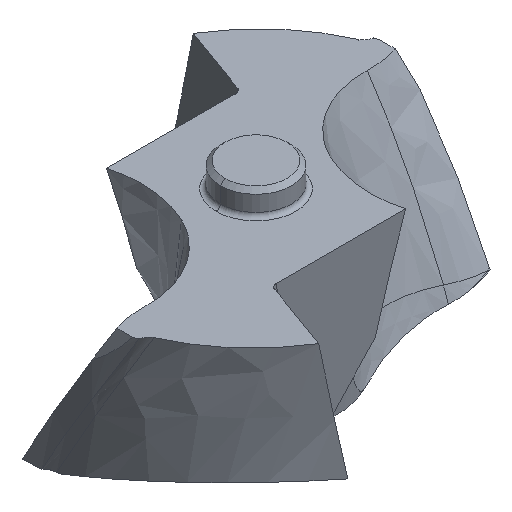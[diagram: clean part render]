
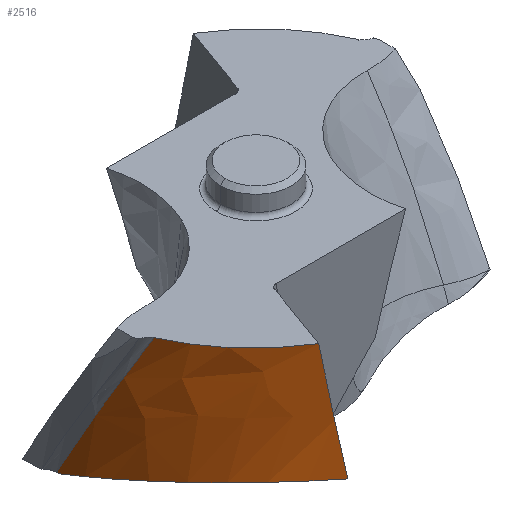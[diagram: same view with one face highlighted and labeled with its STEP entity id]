
A CAD part, isometric view. The second image highlights one B-rep face of the part: STEP entity #2516.
In plain terms, the highlighted free-form (B-spline) face has degree [3, 3] with [7, 5] control points.
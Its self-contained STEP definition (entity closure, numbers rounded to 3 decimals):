
#160=CARTESIAN_POINT('',(-3.594,-5.781,
0.));
#161=CARTESIAN_POINT('',(-4.09,-5.482,
0.));
#162=CARTESIAN_POINT('',(-5.177,-4.621,
0.));
#163=CARTESIAN_POINT('',(-5.958,-3.463,
0.));
#164=CARTESIAN_POINT('',(-6.28,-2.734,
0.));
#763=CARTESIAN_POINT('',(-6.85,0.114,
-5.21));
#773=CARTESIAN_POINT('',(-2.919,-6.12,
-4.255));
#774=CARTESIAN_POINT('',(-3.107,-6.033,
-4.221));
#775=CARTESIAN_POINT('',(-3.467,-5.844,
-4.162));
#776=CARTESIAN_POINT('',(-3.956,-5.535,
-4.104));
#777=CARTESIAN_POINT('',(-4.426,-5.179,
-4.071));
#778=CARTESIAN_POINT('',(-4.856,-4.791,
-4.065));
#779=CARTESIAN_POINT('',(-5.255,-4.364,
-4.085));
#780=CARTESIAN_POINT('',(-5.621,-3.895,
-4.133));
#781=CARTESIAN_POINT('',(-5.934,-3.412,
-4.207));
#782=CARTESIAN_POINT('',(-6.206,-2.904,
-4.304));
#783=CARTESIAN_POINT('',(-6.44,-2.35,
-4.434));
#784=CARTESIAN_POINT('',(-6.615,-1.811,
-4.579));
#785=CARTESIAN_POINT('',(-6.755,-1.198,
-4.765));
#786=CARTESIAN_POINT('',(-6.83,-0.635,
-4.956));
#787=CARTESIAN_POINT('',(-6.851,-0.215,
-5.111));
#788=CARTESIAN_POINT('',(-6.851,0.,
-5.194));
#790=CARTESIAN_POINT('',(-6.851,0.,
-5.194));
#791=CARTESIAN_POINT('',(-6.851,0.013,
-5.196));
#792=CARTESIAN_POINT('',(-6.851,0.038,
-5.199));
#793=CARTESIAN_POINT('',(-6.85,0.076,
-5.205));
#794=CARTESIAN_POINT('',(-6.85,0.101,
-5.208));
#795=CARTESIAN_POINT('',(-6.85,0.114,
-5.21));
#797=CARTESIAN_POINT('',(-6.85,0.114,
-5.21));
#798=CARTESIAN_POINT('',(-6.864,-0.442,
-4.188));
#799=CARTESIAN_POINT('',(-6.763,-1.408,
-2.452));
#800=CARTESIAN_POINT('',(-6.445,-2.354,
-0.715));
#801=CARTESIAN_POINT('',(-6.28,-2.734,
0.));
#803=CARTESIAN_POINT('',(-3.594,-5.781,
0.));
#804=CARTESIAN_POINT('',(-3.54,-5.799,
-0.323));
#805=CARTESIAN_POINT('',(-3.438,-5.834,
-0.935));
#806=CARTESIAN_POINT('',(-3.305,-5.886,
-1.746));
#807=CARTESIAN_POINT('',(-3.191,-5.939,
-2.456));
#808=CARTESIAN_POINT('',(-3.091,-5.995,
-3.097));
#809=CARTESIAN_POINT('',(-3.001,-6.055,
-3.693));
#810=CARTESIAN_POINT('',(-2.945,-6.098,
-4.071));
#811=CARTESIAN_POINT('',(-2.919,-6.12,
-4.255));
#963=CARTESIAN_POINT('',(-3.594,-5.781,
0.));
#964=VERTEX_POINT('',#963);
#965=VERTEX_POINT('',#164);
#996=CARTESIAN_POINT('',(-6.851,0.,
-5.194));
#997=VERTEX_POINT('',#996);
#998=VERTEX_POINT('',#773);
#1013=VERTEX_POINT('',#763);
#2472=CARTESIAN_POINT('',(-3.209,-6.047,
-5.262));
#2473=CARTESIAN_POINT('',(-2.797,-6.179,
-4.223));
#2474=CARTESIAN_POINT('',(-1.965,-6.428,
-2.453));
#2475=CARTESIAN_POINT('',(-0.908,-6.656,
-0.682));
#2476=CARTESIAN_POINT('',(-0.435,-6.74,
0.05));
#2477=CARTESIAN_POINT('',(-3.287,-6.006,
-5.262));
#2478=CARTESIAN_POINT('',(-2.877,-6.146,
-4.223));
#2479=CARTESIAN_POINT('',(-2.047,-6.406,
-2.453));
#2480=CARTESIAN_POINT('',(-0.993,-6.647,
-0.682));
#2481=CARTESIAN_POINT('',(-0.521,-6.736,
0.05));
#2482=CARTESIAN_POINT('',(-4.073,-5.57,-5.262));
#2483=CARTESIAN_POINT('',(-3.681,-5.784,
-4.223));
#2484=CARTESIAN_POINT('',(-2.884,-6.171,
-2.453));
#2485=CARTESIAN_POINT('',(-1.862,-6.537,
-0.682));
#2486=CARTESIAN_POINT('',(-1.403,-6.679,
0.05));
#2487=CARTESIAN_POINT('',(-5.397,-4.448,
-5.262));
#2488=CARTESIAN_POINT('',(-5.069,-4.794,
-4.223));
#2489=CARTESIAN_POINT('',(-4.38,-5.407,
-2.453));
#2490=CARTESIAN_POINT('',(-3.466,-6.,
-0.682));
#2491=CARTESIAN_POINT('',(-3.052,-6.235,
0.05));
#2492=CARTESIAN_POINT('',(-6.621,-2.273,
-5.262));
#2493=CARTESIAN_POINT('',(-6.445,-2.766,
-4.223));
#2494=CARTESIAN_POINT('',(-6.014,-3.631,
-2.453));
#2495=CARTESIAN_POINT('',(-5.359,-4.475,
-0.682));
#2496=CARTESIAN_POINT('',(-5.052,-4.813,
0.05));
#2497=CARTESIAN_POINT('',(-6.873,-0.619,
-5.262));
#2498=CARTESIAN_POINT('',(-6.827,-1.169,
-4.223));
#2499=CARTESIAN_POINT('',(-6.619,-2.129,
-2.453));
#2500=CARTESIAN_POINT('',(-6.187,-3.069,
-0.682));
#2501=CARTESIAN_POINT('',(-5.971,-3.447,
0.05));
#2502=CARTESIAN_POINT('',(-6.847,0.216,
-5.262));
#2503=CARTESIAN_POINT('',(-6.87,-0.35,
-4.223));
#2504=CARTESIAN_POINT('',(-6.779,-1.337,
-2.453));
#2505=CARTESIAN_POINT('',(-6.464,-2.304,
-0.682));
#2506=CARTESIAN_POINT('',(-6.297,-2.694,
0.05));
#2507=B_SPLINE_SURFACE_WITH_KNOTS('',3,3,((#2472,#2473,#2474,#2475,#2476),
(#2477,#2478,#2479,#2480,#2481),(#2482,#2483,#2484,#2485,#2486),(#2487,#2488,
#2489,#2490,#2491),(#2492,#2493,#2494,#2495,#2496),(#2497,#2498,#2499,#2500,
#2501),(#2502,#2503,#2504,#2505,#2506)),.UNSPECIFIED.,.F.,.F.,.F.,(4,1,1,1,4),
(4,1,4),(0.223,0.25,0.5,0.75,1.008),(
0.067,3.665,6.2),.UNSPECIFIED.);
#2508=ORIENTED_EDGE('',*,*,#1693,.T.);
#2509=ORIENTED_EDGE('',*,*,#1737,.T.);
#2510=ORIENTED_EDGE('',*,*,#2460,.T.);
#2511=ORIENTED_EDGE('',*,*,#1299,.F.);
#2513=ORIENTED_EDGE('',*,*,#2512,.T.);
#2514=EDGE_LOOP('',(#2508,#2509,#2510,#2511,#2513));
#2515=FACE_OUTER_BOUND('',#2514,.F.);
#165=B_SPLINE_CURVE_WITH_KNOTS('',3,(#160,#161,#162,#163,#164),.UNSPECIFIED.,
.F.,.F.,(4,1,4),(0.,0.421,1.),.UNSPECIFIED.);
#789=B_SPLINE_CURVE_WITH_KNOTS('',3,(#773,#774,#775,#776,#777,#778,#779,#780,
#781,#782,#783,#784,#785,#786,#787,#788),.UNSPECIFIED.,.F.,.F.,(4,1,1,1,1,1,1,1,
1,1,1,1,1,4),(0.,0.077,0.154,0.231,
0.308,0.385,0.462,0.538,
0.615,0.692,0.769,0.846,
0.923,1.),.UNSPECIFIED.);
#796=B_SPLINE_CURVE_WITH_KNOTS('',3,(#790,#791,#792,#793,#794,#795),
.UNSPECIFIED.,.F.,.F.,(4,1,1,4),(0.,0.333,0.667,1.),
.UNSPECIFIED.);
#802=B_SPLINE_CURVE_WITH_KNOTS('',3,(#797,#798,#799,#800,#801),.UNSPECIFIED.,
.F.,.F.,(4,1,4),(0.,0.588,1.),.UNSPECIFIED.);
#812=B_SPLINE_CURVE_WITH_KNOTS('',3,(#803,#804,#805,#806,#807,#808,#809,#810,
#811),.UNSPECIFIED.,.F.,.F.,(4,1,1,1,1,1,4),(0.,0.167,
0.333,0.5,0.667,0.833,1.),
.UNSPECIFIED.);
#1299=EDGE_CURVE('',#964,#965,#165,.T.);
#1693=EDGE_CURVE('',#998,#997,#789,.T.);
#1737=EDGE_CURVE('',#997,#1013,#796,.T.);
#2460=EDGE_CURVE('',#1013,#965,#802,.T.);
#2512=EDGE_CURVE('',#964,#998,#812,.T.);
#2516=ADVANCED_FACE('',(#2515),#2507,.F.);
